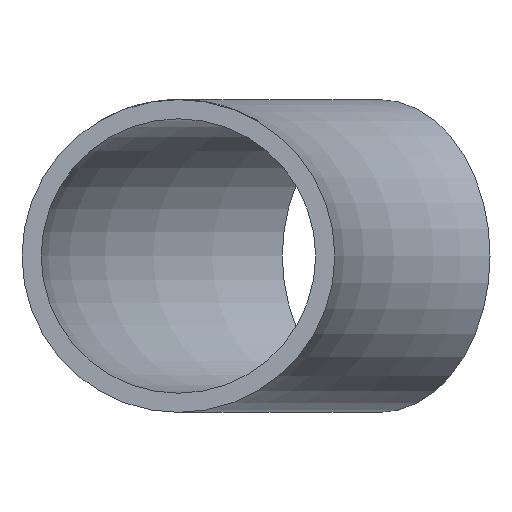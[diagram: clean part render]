
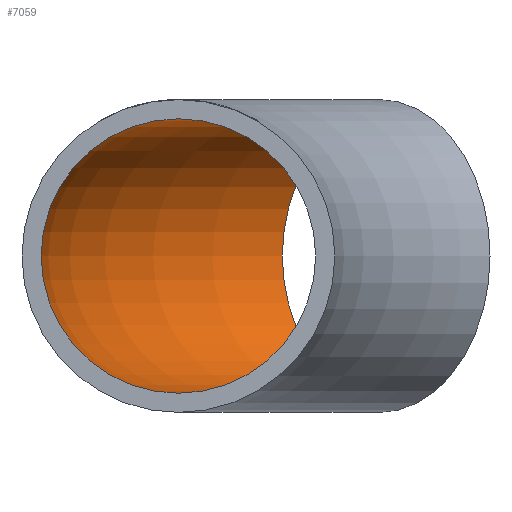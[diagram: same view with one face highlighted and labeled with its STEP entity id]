
A CAD part, front view. The second image highlights one B-rep face of the part: STEP entity #7059.
In plain terms, the highlighted toroidal (fillet/blend) face has major radius 93 mm and minor radius 18.6 mm.
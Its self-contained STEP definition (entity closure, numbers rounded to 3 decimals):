
#188 = AXIS2_PLACEMENT_3D ( 'NONE', #16807, #12848, #2925 ) ;
#341 = TOROIDAL_SURFACE ( 'NONE', #11690, 93., 18.6 ) ;
#1717 = AXIS2_PLACEMENT_3D ( 'NONE', #17176, #7742, #6182 ) ;
#2925 = DIRECTION ( 'NONE',  ( -0.707, 0.707, 0. ) ) ;
#3091 = FACE_OUTER_BOUND ( 'NONE', #5146, .T. ) ;
#3733 = CARTESIAN_POINT ( 'NONE',  ( -93., 0., 18.6 ) ) ;
#4449 = DIRECTION ( 'NONE',  ( 0., 0., -1. ) ) ;
#5146 = EDGE_LOOP ( 'NONE', ( #13287 ) ) ;
#5528 = FACE_OUTER_BOUND ( 'NONE', #12820, .T. ) ;
#6182 = DIRECTION ( 'NONE',  ( 0., 0., 1. ) ) ;
#7059 = ADVANCED_FACE ( 'NONE', ( #5528, #3091 ), #341, .F. ) ;
#7187 = CARTESIAN_POINT ( 'NONE',  ( 0., 0., 0. ) ) ;
#7742 = DIRECTION ( 'NONE',  ( 0., 1., 0. ) ) ;
#8017 = CIRCLE ( 'NONE', #188, 18.6 ) ;
#9452 = VERTEX_POINT ( 'NONE', #13664 ) ;
#10729 = VERTEX_POINT ( 'NONE', #3733 ) ;
#11599 = EDGE_CURVE ( 'NONE', #9452, #9452, #8017, .T. ) ;
#11690 = AXIS2_PLACEMENT_3D ( 'NONE', #7187, #4449, #12751 ) ;
#12751 = DIRECTION ( 'NONE',  ( -1., 0., 0. ) ) ;
#12820 = EDGE_LOOP ( 'NONE', ( #15950 ) ) ;
#12848 = DIRECTION ( 'NONE',  ( 0.707, 0.707, 0. ) ) ;
#13287 = ORIENTED_EDGE ( 'NONE', *, *, #16431, .F. ) ;
#13664 = CARTESIAN_POINT ( 'NONE',  ( -78.913, 78.913, 0. ) ) ;
#15100 = CIRCLE ( 'NONE', #1717, 18.6 ) ;
#15950 = ORIENTED_EDGE ( 'NONE', *, *, #11599, .T. ) ;
#16431 = EDGE_CURVE ( 'NONE', #10729, #10729, #15100, .T. ) ;
#16807 = CARTESIAN_POINT ( 'NONE',  ( -65.761, 65.761, 0. ) ) ;
#17176 = CARTESIAN_POINT ( 'NONE',  ( -93., 0., 0. ) ) ;
